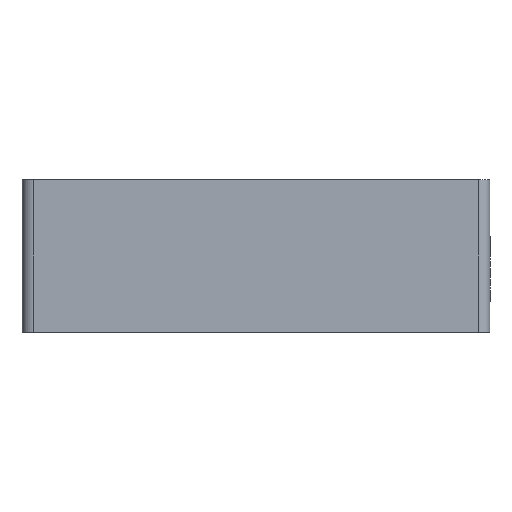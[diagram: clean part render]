
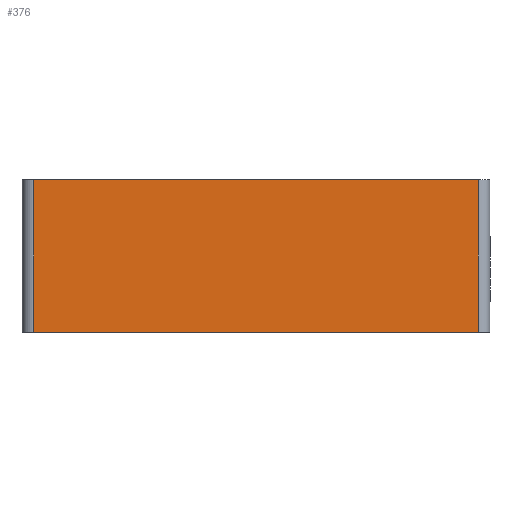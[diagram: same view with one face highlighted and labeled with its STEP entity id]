
A CAD part, left-side view. The second image highlights one B-rep face of the part: STEP entity #376.
In plain terms, the highlighted planar face has unit normal (-1, 0, 0).
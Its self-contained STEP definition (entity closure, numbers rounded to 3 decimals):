
#76 = FACE_OUTER_BOUND ( 'NONE', #1392, .T. ) ;
#169 = CARTESIAN_POINT ( 'NONE',  ( -20., 20., 0. ) ) ;
#170 = VECTOR ( 'NONE', #420, 1000. ) ;
#184 = CARTESIAN_POINT ( 'NONE',  ( -20., 19., 13. ) ) ;
#369 = CARTESIAN_POINT ( 'NONE',  ( -20., -19., 13. ) ) ;
#372 = ORIENTED_EDGE ( 'NONE', *, *, #966, .T. ) ;
#376 = ADVANCED_FACE ( 'NONE', ( #76 ), #1790, .F. ) ;
#420 = DIRECTION ( 'NONE',  ( 0., -1., 0. ) ) ;
#754 = VECTOR ( 'NONE', #867, 1000. ) ;
#798 = CARTESIAN_POINT ( 'NONE',  ( -20., 19., 0. ) ) ;
#867 = DIRECTION ( 'NONE',  ( 0., 0., 1. ) ) ;
#909 = LINE ( 'NONE', #169, #170 ) ;
#966 = EDGE_CURVE ( 'NONE', #1200, #1071, #909, .T. ) ;
#968 = ORIENTED_EDGE ( 'NONE', *, *, #1571, .T. ) ;
#983 = VERTEX_POINT ( 'NONE', #184 ) ;
#1071 = VERTEX_POINT ( 'NONE', #1452 ) ;
#1200 = VERTEX_POINT ( 'NONE', #798 ) ;
#1254 = ORIENTED_EDGE ( 'NONE', *, *, #1367, .T. ) ;
#1310 = DIRECTION ( 'NONE',  ( 1., 0., 0. ) ) ;
#1367 = EDGE_CURVE ( 'NONE', #1071, #1373, #2669, .T. ) ;
#1373 = VERTEX_POINT ( 'NONE', #369 ) ;
#1392 = EDGE_LOOP ( 'NONE', ( #2919, #968, #372, #1254 ) ) ;
#1397 = CARTESIAN_POINT ( 'NONE',  ( -20., 20., 13. ) ) ;
#1452 = CARTESIAN_POINT ( 'NONE',  ( -20., -19., 0. ) ) ;
#1571 = EDGE_CURVE ( 'NONE', #983, #1200, #2257, .T. ) ;
#1620 = VECTOR ( 'NONE', #2108, 1000. ) ;
#1790 = PLANE ( 'NONE',  #1902 ) ;
#1853 = VECTOR ( 'NONE', #3059, 1000. ) ;
#1902 = AXIS2_PLACEMENT_3D ( 'NONE', #2254, #1310, #2966 ) ;
#2108 = DIRECTION ( 'NONE',  ( 0., 0., -1. ) ) ;
#2254 = CARTESIAN_POINT ( 'NONE',  ( -20., 20., 13. ) ) ;
#2257 = LINE ( 'NONE', #2417, #1620 ) ;
#2306 = CARTESIAN_POINT ( 'NONE',  ( -20., -19., 13. ) ) ;
#2417 = CARTESIAN_POINT ( 'NONE',  ( -20., 19., 13. ) ) ;
#2669 = LINE ( 'NONE', #2306, #754 ) ;
#2919 = ORIENTED_EDGE ( 'NONE', *, *, #2995, .F. ) ;
#2966 = DIRECTION ( 'NONE',  ( 0., 1., 0. ) ) ;
#2995 = EDGE_CURVE ( 'NONE', #983, #1373, #3103, .T. ) ;
#3059 = DIRECTION ( 'NONE',  ( 0., -1., 0. ) ) ;
#3103 = LINE ( 'NONE', #1397, #1853 ) ;
